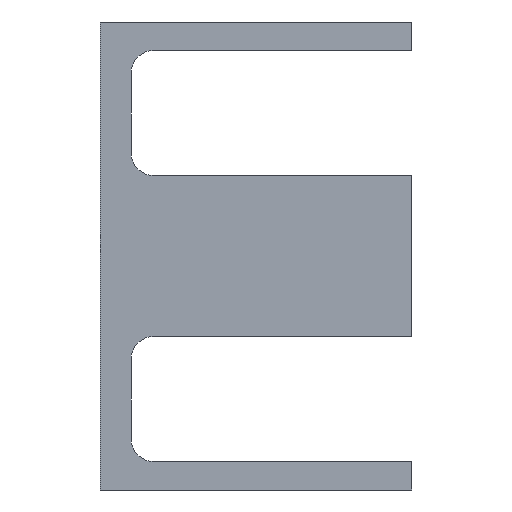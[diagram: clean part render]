
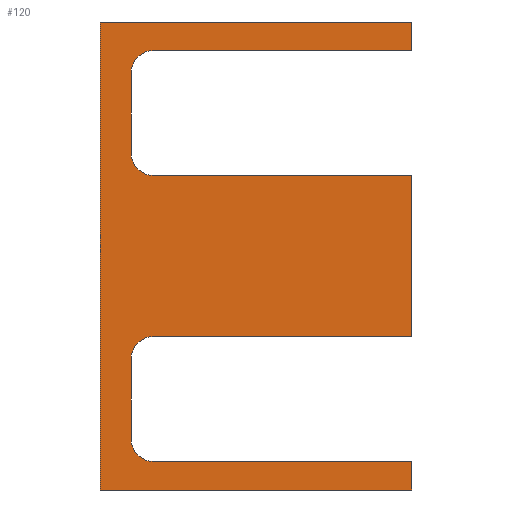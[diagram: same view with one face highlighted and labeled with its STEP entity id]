
A CAD part, left-side view. The second image highlights one B-rep face of the part: STEP entity #120.
In plain terms, the highlighted planar face has unit normal (-1, 0, 0).
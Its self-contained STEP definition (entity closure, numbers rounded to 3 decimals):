
#28 = EDGE_CURVE ( 'NONE', #373, #372, #271, .T. ) ;
#30 = EDGE_CURVE ( 'NONE', #375, #374, #272, .T. ) ;
#33 = EDGE_CURVE ( 'NONE', #374, #373, #278, .T. ) ;
#35 = EDGE_CURVE ( 'NONE', #371, #370, #284, .T. ) ;
#37 = EDGE_CURVE ( 'NONE', #372, #371, #285, .T. ) ;
#39 = EDGE_CURVE ( 'NONE', #367, #366, #291, .T. ) ;
#41 = EDGE_CURVE ( 'NONE', #370, #369, #292, .T. ) ;
#43 = EDGE_CURVE ( 'NONE', #369, #368, #296, .T. ) ;
#45 = EDGE_CURVE ( 'NONE', #368, #367, #300, .T. ) ;
#47 = EDGE_CURVE ( 'NONE', #365, #364, #306, .T. ) ;
#49 = EDGE_CURVE ( 'NONE', #366, #365, #307, .T. ) ;
#52 = EDGE_CURVE ( 'NONE', #364, #363, #313, .T. ) ;
#54 = EDGE_CURVE ( 'NONE', #363, #362, #317, .T. ) ;
#56 = EDGE_CURVE ( 'NONE', #362, #361, #321, .T. ) ;
#57 = EDGE_CURVE ( 'NONE', #361, #360, #323, .T. ) ;
#58 = EDGE_CURVE ( 'NONE', #360, #375, #325, .T. ) ;
#59 = AXIS2_PLACEMENT_3D ( 'NONE', #427, #430, #431 ) ;
#60 = AXIS2_PLACEMENT_3D ( 'NONE', #432, #445, #446 ) ;
#62 = AXIS2_PLACEMENT_3D ( 'NONE', #447, #454, #455 ) ;
#63 = AXIS2_PLACEMENT_3D ( 'NONE', #456, #471, #472 ) ;
#82 = AXIS2_PLACEMENT_3D ( 'NONE', #603, #539, #540 ) ;
#120 = ADVANCED_FACE ( 'NONE', ( #346 ), #601, .F. ) ;
#138 = ORIENTED_EDGE ( 'NONE', *, *, #57, .F. ) ;
#139 = ORIENTED_EDGE ( 'NONE', *, *, #56, .F. ) ;
#140 = ORIENTED_EDGE ( 'NONE', *, *, #54, .F. ) ;
#141 = ORIENTED_EDGE ( 'NONE', *, *, #52, .F. ) ;
#142 = ORIENTED_EDGE ( 'NONE', *, *, #47, .F. ) ;
#143 = ORIENTED_EDGE ( 'NONE', *, *, #49, .F. ) ;
#144 = ORIENTED_EDGE ( 'NONE', *, *, #39, .F. ) ;
#145 = ORIENTED_EDGE ( 'NONE', *, *, #45, .F. ) ;
#146 = ORIENTED_EDGE ( 'NONE', *, *, #43, .F. ) ;
#147 = ORIENTED_EDGE ( 'NONE', *, *, #41, .F. ) ;
#148 = ORIENTED_EDGE ( 'NONE', *, *, #35, .F. ) ;
#149 = ORIENTED_EDGE ( 'NONE', *, *, #37, .F. ) ;
#150 = ORIENTED_EDGE ( 'NONE', *, *, #28, .F. ) ;
#151 = ORIENTED_EDGE ( 'NONE', *, *, #33, .F. ) ;
#152 = ORIENTED_EDGE ( 'NONE', *, *, #30, .F. ) ;
#153 = ORIENTED_EDGE ( 'NONE', *, *, #58, .F. ) ;
#156 = EDGE_LOOP ( 'NONE', ( #138, #139, #140, #141, #142, #143, #144, #145, #146, #147, #148, #149, #150, #151, #152, #153 ) ) ;
#271 = CIRCLE ( 'NONE', #59, 8.5 ) ;
#272 = LINE ( 'NONE', #434, #273 ) ;
#273 = VECTOR ( 'NONE', #435, 1000. ) ;
#278 = LINE ( 'NONE', #440, #279 ) ;
#279 = VECTOR ( 'NONE', #441, 1000. ) ;
#284 = CIRCLE ( 'NONE', #60, 8.5 ) ;
#285 = LINE ( 'NONE', #449, #286 ) ;
#286 = VECTOR ( 'NONE', #450, 1000. ) ;
#291 = CIRCLE ( 'NONE', #62, 8.5 ) ;
#292 = LINE ( 'NONE', #458, #293 ) ;
#293 = VECTOR ( 'NONE', #459, 1000. ) ;
#296 = LINE ( 'NONE', #462, #297 ) ;
#297 = VECTOR ( 'NONE', #463, 1000. ) ;
#300 = LINE ( 'NONE', #466, #301 ) ;
#301 = VECTOR ( 'NONE', #467, 1000. ) ;
#306 = CIRCLE ( 'NONE', #63, 8.5 ) ;
#307 = LINE ( 'NONE', #475, #308 ) ;
#308 = VECTOR ( 'NONE', #476, 1000. ) ;
#313 = LINE ( 'NONE', #481, #314 ) ;
#314 = VECTOR ( 'NONE', #482, 1000. ) ;
#317 = LINE ( 'NONE', #485, #318 ) ;
#318 = VECTOR ( 'NONE', #486, 1000. ) ;
#321 = LINE ( 'NONE', #489, #322 ) ;
#322 = VECTOR ( 'NONE', #490, 1000. ) ;
#323 = LINE ( 'NONE', #491, #324 ) ;
#324 = VECTOR ( 'NONE', #492, 1000. ) ;
#325 = LINE ( 'NONE', #494, #326 ) ;
#326 = VECTOR ( 'NONE', #495, 1000. ) ;
#346 = FACE_OUTER_BOUND ( 'NONE', #156, .T. ) ;
#360 = VERTEX_POINT ( 'NONE', #538 ) ;
#361 = VERTEX_POINT ( 'NONE', #543 ) ;
#362 = VERTEX_POINT ( 'NONE', #597 ) ;
#363 = VERTEX_POINT ( 'NONE', #544 ) ;
#364 = VERTEX_POINT ( 'NONE', #542 ) ;
#365 = VERTEX_POINT ( 'NONE', #545 ) ;
#366 = VERTEX_POINT ( 'NONE', #541 ) ;
#367 = VERTEX_POINT ( 'NONE', #546 ) ;
#368 = VERTEX_POINT ( 'NONE', #599 ) ;
#369 = VERTEX_POINT ( 'NONE', #547 ) ;
#370 = VERTEX_POINT ( 'NONE', #548 ) ;
#371 = VERTEX_POINT ( 'NONE', #549 ) ;
#372 = VERTEX_POINT ( 'NONE', #550 ) ;
#373 = VERTEX_POINT ( 'NONE', #551 ) ;
#374 = VERTEX_POINT ( 'NONE', #552 ) ;
#375 = VERTEX_POINT ( 'NONE', #553 ) ;
#427 = CARTESIAN_POINT ( 'NONE',  ( 0., 99.5, 70.5 ) ) ;
#430 = DIRECTION ( 'NONE',  ( -1., 0., 0. ) ) ;
#431 = DIRECTION ( 'NONE',  ( 0., 0., 1. ) ) ;
#432 = CARTESIAN_POINT ( 'NONE',  ( 0., 99.5, 39.5 ) ) ;
#434 = CARTESIAN_POINT ( 'NONE',  ( 0., 0., 0. ) ) ;
#435 = DIRECTION ( 'NONE',  ( 0., 0., -1. ) ) ;
#440 = CARTESIAN_POINT ( 'NONE',  ( 0., 0., 79. ) ) ;
#441 = DIRECTION ( 'NONE',  ( 0., 1., 0. ) ) ;
#445 = DIRECTION ( 'NONE',  ( -1., 0., 0. ) ) ;
#446 = DIRECTION ( 'NONE',  ( 0., 0., 1. ) ) ;
#447 = CARTESIAN_POINT ( 'NONE',  ( 0., 99.5, -39.5 ) ) ;
#449 = CARTESIAN_POINT ( 'NONE',  ( 0., 108., 0. ) ) ;
#450 = DIRECTION ( 'NONE',  ( 0., 0., -1. ) ) ;
#454 = DIRECTION ( 'NONE',  ( -1., 0., 0. ) ) ;
#455 = DIRECTION ( 'NONE',  ( 0., 0., 1. ) ) ;
#456 = CARTESIAN_POINT ( 'NONE',  ( 0., 99.5, -70.5 ) ) ;
#458 = CARTESIAN_POINT ( 'NONE',  ( 0., 0., 31. ) ) ;
#459 = DIRECTION ( 'NONE',  ( 0., -1., 0. ) ) ;
#462 = CARTESIAN_POINT ( 'NONE',  ( 0., 0., 0. ) ) ;
#463 = DIRECTION ( 'NONE',  ( 0., 0., -1. ) ) ;
#466 = CARTESIAN_POINT ( 'NONE',  ( 0., 0., -31. ) ) ;
#467 = DIRECTION ( 'NONE',  ( 0., 1., 0. ) ) ;
#471 = DIRECTION ( 'NONE',  ( -1., 0., 0. ) ) ;
#472 = DIRECTION ( 'NONE',  ( 0., 0., 1. ) ) ;
#475 = CARTESIAN_POINT ( 'NONE',  ( 0., 108., 0. ) ) ;
#476 = DIRECTION ( 'NONE',  ( 0., 0., -1. ) ) ;
#481 = CARTESIAN_POINT ( 'NONE',  ( 0., 0., -79. ) ) ;
#482 = DIRECTION ( 'NONE',  ( 0., -1., 0. ) ) ;
#485 = CARTESIAN_POINT ( 'NONE',  ( 0., 0., 0. ) ) ;
#486 = DIRECTION ( 'NONE',  ( 0., 0., -1. ) ) ;
#489 = CARTESIAN_POINT ( 'NONE',  ( 0., 0., -90. ) ) ;
#490 = DIRECTION ( 'NONE',  ( 0., 1., 0. ) ) ;
#491 = CARTESIAN_POINT ( 'NONE',  ( 0., 120., 0. ) ) ;
#492 = DIRECTION ( 'NONE',  ( 0., 0., 1. ) ) ;
#494 = CARTESIAN_POINT ( 'NONE',  ( 0., 0., 90. ) ) ;
#495 = DIRECTION ( 'NONE',  ( 0., -1., 0. ) ) ;
#538 = CARTESIAN_POINT ( 'NONE',  ( 0., 120., 90. ) ) ;
#539 = DIRECTION ( 'NONE',  ( 1., 0., 0. ) ) ;
#540 = DIRECTION ( 'NONE',  ( 0., 0., -1. ) ) ;
#541 = CARTESIAN_POINT ( 'NONE',  ( 0., 108., -39.5 ) ) ;
#542 = CARTESIAN_POINT ( 'NONE',  ( 0., 99.5, -79. ) ) ;
#543 = CARTESIAN_POINT ( 'NONE',  ( 0., 120., -90. ) ) ;
#544 = CARTESIAN_POINT ( 'NONE',  ( 0., 0., -79. ) ) ;
#545 = CARTESIAN_POINT ( 'NONE',  ( 0., 108., -70.5 ) ) ;
#546 = CARTESIAN_POINT ( 'NONE',  ( 0., 99.5, -31. ) ) ;
#547 = CARTESIAN_POINT ( 'NONE',  ( 0., 0., 31. ) ) ;
#548 = CARTESIAN_POINT ( 'NONE',  ( 0., 99.5, 31. ) ) ;
#549 = CARTESIAN_POINT ( 'NONE',  ( 0., 108., 39.5 ) ) ;
#550 = CARTESIAN_POINT ( 'NONE',  ( 0., 108., 70.5 ) ) ;
#551 = CARTESIAN_POINT ( 'NONE',  ( 0., 99.5, 79. ) ) ;
#552 = CARTESIAN_POINT ( 'NONE',  ( 0., 0., 79. ) ) ;
#553 = CARTESIAN_POINT ( 'NONE',  ( 0., 0., 90. ) ) ;
#597 = CARTESIAN_POINT ( 'NONE',  ( 0., 0., -90. ) ) ;
#599 = CARTESIAN_POINT ( 'NONE',  ( 0., 0., -31. ) ) ;
#601 = PLANE ( 'NONE',  #82 ) ;
#603 = CARTESIAN_POINT ( 'NONE',  ( 0., 0., 0. ) ) ;
